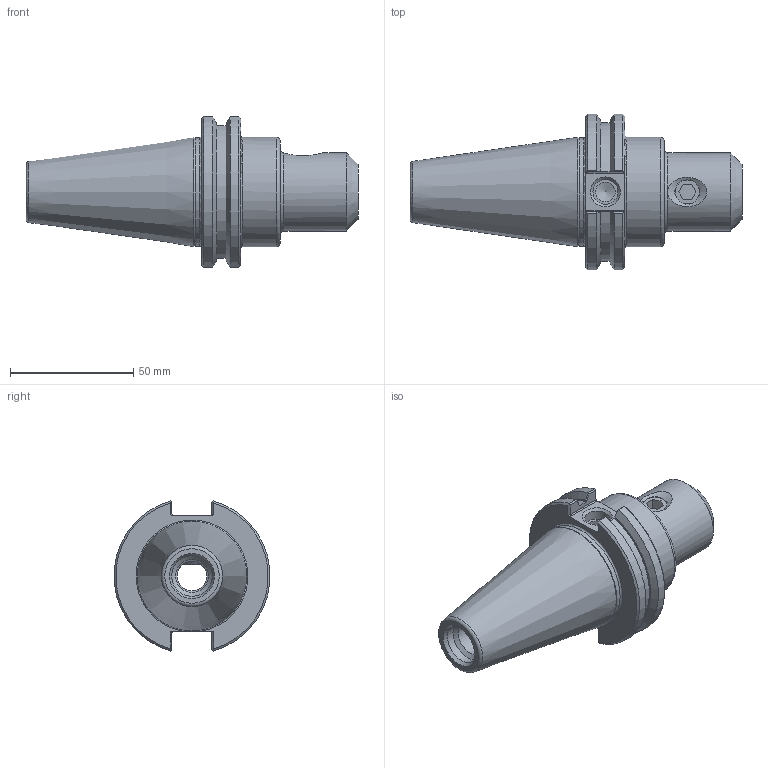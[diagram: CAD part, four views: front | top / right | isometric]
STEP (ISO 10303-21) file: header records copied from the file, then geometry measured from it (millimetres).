
FILE_DESCRIPTION((''),'2;1');
FILE_NAME('C40-M12EM2.iam.stp','2014-07-08T12:47:01',(''),(''),'Autodesk Inventor 2012','Autodesk Inventor 2012','');
FILE_SCHEMA(('AUTOMOTIVE_DESIGN { 1 0 10303 214 1 1 1 1 }'));
Length unit declared in the file: inch
Products named in the file (3): C40-M12EM2; C40-M12EM2-1; 029-917
Assembly tree (2 placements, depth 2):
  C40-M12EM2
    C40-M12EM2-1
    029-917
Bounding box: 134.92 x 63.26 x 61.11 mm (x, y, z)
Volume: 143571 mm3; surface area: 27685.5 mm2
Topology: 2 solids, 2 shells, 108 faces, 286 edges, 187 vertices
Faces by surface type: plane 45, cylinder 30, cone 20, bspline 8, torus 5
Full cylindrical faces by diameter (mm): 8 x1, 9.728 x1, 10.135 x1, 11.113 x1, 11.999 x1, 13.386 x1, 16.459 x1, 31.75 x1, 43.942 x1, 44.45 x1
Entity records: 4385 total; most frequent: CARTESIAN_POINT 1783, ORIENTED_EDGE 492, DIRECTION 469, EDGE_CURVE 246, AXIS2_PLACEMENT_3D 179, VERTEX_POINT 171, EDGE_LOOP 141, VECTOR 111
